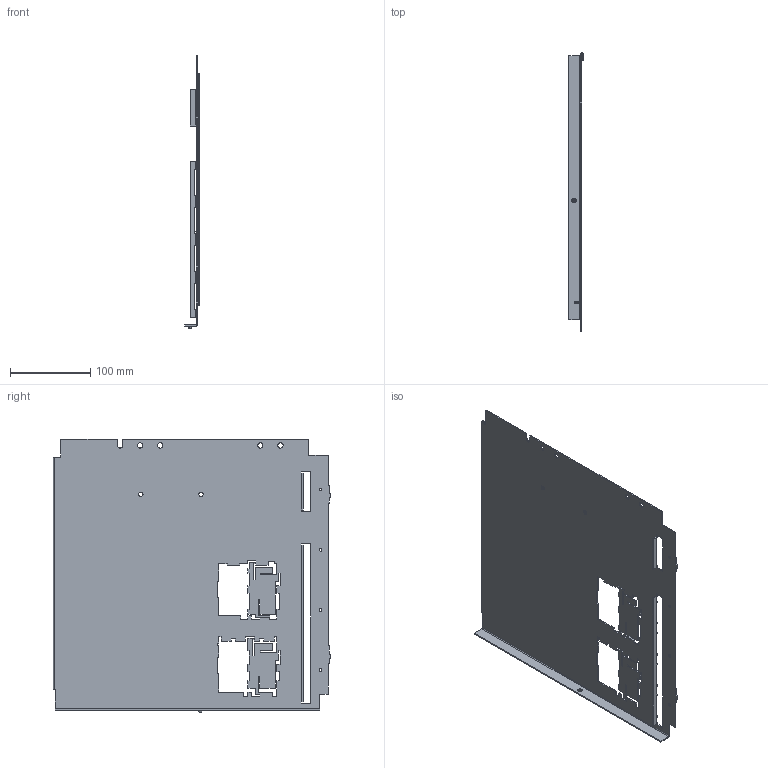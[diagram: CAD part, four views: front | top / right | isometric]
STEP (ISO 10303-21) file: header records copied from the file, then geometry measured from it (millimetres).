
FILE_DESCRIPTION((''),'2;1');
FILE_NAME('SETBT_F8205080','2020-05-05T10:49:14',('SESA366782'),('Schneider-Electric'),'CREO PARAMETRIC BY PTC INC, 2019164','CREO PARAMETRIC BY PTC INC, 2019164','');
FILE_SCHEMA(('CONFIG_CONTROL_DESIGN'));
Length unit declared in the file: millimetre
Products named in the file (1): SETBT_F8205080
Bounding box: 18 x 346.5 x 340.5 mm (x, y, z)
Volume: 171648.5 mm3; surface area: 234598.7 mm2
Topology: 1 solids, 1 shells, 296 faces, 822 edges, 522 vertices
Faces by surface type: plane 253, cylinder 37, cone 4, torus 2
Entity records: 9374 total; most frequent: ORIENTED_EDGE 1644, CARTESIAN_POINT 1640, DIRECTION 1500, EDGE_CURVE 822, VECTOR 736, LINE 736, VERTEX_POINT 522, AXIS2_PLACEMENT_3D 382
